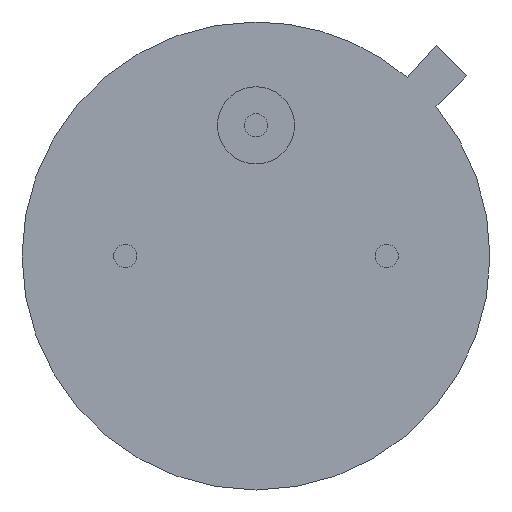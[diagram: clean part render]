
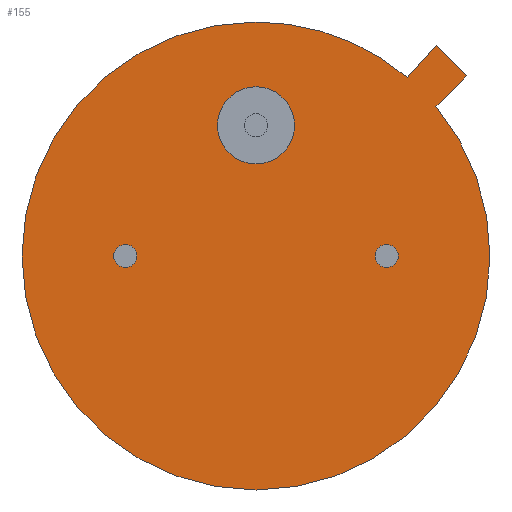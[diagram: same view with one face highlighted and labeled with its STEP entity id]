
A CAD part, front view. The second image highlights one B-rep face of the part: STEP entity #155.
In plain terms, the highlighted planar face has unit normal (0, -1, 0).
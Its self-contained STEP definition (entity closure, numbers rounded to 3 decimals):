
#14 = ORIENTED_EDGE ( 'NONE', *, *, #63, .F. ) ;
#15 = ORIENTED_EDGE ( 'NONE', *, *, #1550, .T. ) ;
#16 = VERTEX_POINT ( 'NONE', #315 ) ;
#17 = EDGE_CURVE ( 'NONE', #41, #188, #327, .T. ) ;
#18 = ORIENTED_EDGE ( 'NONE', *, *, #17, .T. ) ;
#19 = EDGE_CURVE ( 'NONE', #62, #31, #333, .T. ) ;
#20 = ORIENTED_EDGE ( 'NONE', *, *, #49, .T. ) ;
#21 = ORIENTED_EDGE ( 'NONE', *, *, #24, .T. ) ;
#22 = ORIENTED_EDGE ( 'NONE', *, *, #1154, .F. ) ;
#23 = EDGE_LOOP ( 'NONE', ( #25, #14 ) ) ;
#24 = EDGE_CURVE ( 'NONE', #16, #39, #323, .T. ) ;
#25 = ORIENTED_EDGE ( 'NONE', *, *, #19, .F. ) ;
#26 = ORIENTED_EDGE ( 'NONE', *, *, #34, .F. ) ;
#27 = EDGE_LOOP ( 'NONE', ( #26, #22 ) ) ;
#31 = VERTEX_POINT ( 'NONE', #382 ) ;
#34 = EDGE_CURVE ( 'NONE', #65, #64, #328, .T. ) ;
#39 = VERTEX_POINT ( 'NONE', #371 ) ;
#41 = VERTEX_POINT ( 'NONE', #399 ) ;
#49 = EDGE_CURVE ( 'NONE', #1555, #41, #436, .T. ) ;
#62 = VERTEX_POINT ( 'NONE', #486 ) ;
#63 = EDGE_CURVE ( 'NONE', #31, #62, #445, .T. ) ;
#64 = VERTEX_POINT ( 'NONE', #490 ) ;
#65 = VERTEX_POINT ( 'NONE', #457 ) ;
#69 = ORIENTED_EDGE ( 'NONE', *, *, #74, .T. ) ;
#70 = EDGE_CURVE ( 'NONE', #188, #71, #472, .T. ) ;
#71 = VERTEX_POINT ( 'NONE', #483 ) ;
#74 = EDGE_CURVE ( 'NONE', #71, #16, #512, .T. ) ;
#146 = EDGE_CURVE ( 'NONE', #1515, #1102, #717, .T. ) ;
#149 = EDGE_LOOP ( 'NONE', ( #15, #20, #18, #187, #69, #21 ) ) ;
#155 = ADVANCED_FACE ( 'NONE', ( #736, #745, #728, #749 ), #751, .F. ) ;
#156 = EDGE_LOOP ( 'NONE', ( #167, #159 ) ) ;
#159 = ORIENTED_EDGE ( 'NONE', *, *, #1519, .F. ) ;
#167 = ORIENTED_EDGE ( 'NONE', *, *, #146, .F. ) ;
#187 = ORIENTED_EDGE ( 'NONE', *, *, #70, .T. ) ;
#188 = VERTEX_POINT ( 'NONE', #867 ) ;
#315 = CARTESIAN_POINT ( 'NONE',  ( 3.503, 0., 4.099 ) ) ;
#323 = LINE ( 'NONE', #334, #381 ) ;
#324 = DIRECTION ( 'NONE',  ( 0., 0., -1. ) ) ;
#325 = DIRECTION ( 'NONE',  ( 0., -1., 0. ) ) ;
#326 = AXIS2_PLACEMENT_3D ( 'NONE', #332, #325, #324 ) ;
#327 = CIRCLE ( 'NONE', #326, 4.55 ) ;
#328 = CIRCLE ( 'NONE', #383, 0.225 ) ;
#329 = AXIS2_PLACEMENT_3D ( 'NONE', #386, #385, #384 ) ;
#332 = CARTESIAN_POINT ( 'NONE',  ( 0., 0., 0. ) ) ;
#333 = CIRCLE ( 'NONE', #329, 0.75 ) ;
#334 = CARTESIAN_POINT ( 'NONE',  ( 3.503, 0., 4.099 ) ) ;
#362 = DIRECTION ( 'NONE',  ( 0., 0., 1. ) ) ;
#363 = DIRECTION ( 'NONE',  ( 0., -1., 0. ) ) ;
#371 = CARTESIAN_POINT ( 'NONE',  ( 2.939, 0., 3.474 ) ) ;
#380 = DIRECTION ( 'NONE',  ( -0.67, 0., -0.743 ) ) ;
#381 = VECTOR ( 'NONE', #380, 1000. ) ;
#382 = CARTESIAN_POINT ( 'NONE',  ( 0., 0., 1.79 ) ) ;
#383 = AXIS2_PLACEMENT_3D ( 'NONE', #387, #363, #362 ) ;
#384 = DIRECTION ( 'NONE',  ( 0., 0., 1. ) ) ;
#385 = DIRECTION ( 'NONE',  ( 0., -1., 0. ) ) ;
#386 = CARTESIAN_POINT ( 'NONE',  ( 0., 0., 2.54 ) ) ;
#387 = CARTESIAN_POINT ( 'NONE',  ( 2.54, 0., 0. ) ) ;
#399 = CARTESIAN_POINT ( 'NONE',  ( 0., 0., -4.55 ) ) ;
#414 = DIRECTION ( 'NONE',  ( 0., 0., -1. ) ) ;
#415 = DIRECTION ( 'NONE',  ( 0., -1., 0. ) ) ;
#416 = CARTESIAN_POINT ( 'NONE',  ( 0., 0., 0. ) ) ;
#424 = AXIS2_PLACEMENT_3D ( 'NONE', #416, #415, #414 ) ;
#436 = CIRCLE ( 'NONE', #424, 4.55 ) ;
#445 = CIRCLE ( 'NONE', #461, 0.75 ) ;
#457 = CARTESIAN_POINT ( 'NONE',  ( 2.54, 0., 0.225 ) ) ;
#461 = AXIS2_PLACEMENT_3D ( 'NONE', #481, #480, #479 ) ;
#470 = DIRECTION ( 'NONE',  ( 0.71, 0., 0.704 ) ) ;
#471 = VECTOR ( 'NONE', #470, 1000. ) ;
#472 = LINE ( 'NONE', #484, #471 ) ;
#479 = DIRECTION ( 'NONE',  ( 0., 0., 1. ) ) ;
#480 = DIRECTION ( 'NONE',  ( 0., -1., 0. ) ) ;
#481 = CARTESIAN_POINT ( 'NONE',  ( 0., 0., 2.54 ) ) ;
#483 = CARTESIAN_POINT ( 'NONE',  ( 4.097, 0., 3.501 ) ) ;
#484 = CARTESIAN_POINT ( 'NONE',  ( 3.499, 0., 2.908 ) ) ;
#486 = CARTESIAN_POINT ( 'NONE',  ( 0., 0., 3.29 ) ) ;
#490 = CARTESIAN_POINT ( 'NONE',  ( 2.54, 0., -0.225 ) ) ;
#509 = DIRECTION ( 'NONE',  ( -0.704, 0., 0.71 ) ) ;
#510 = VECTOR ( 'NONE', #509, 1000. ) ;
#511 = CARTESIAN_POINT ( 'NONE',  ( 4.097, 0., 3.501 ) ) ;
#512 = LINE ( 'NONE', #511, #510 ) ;
#714 = AXIS2_PLACEMENT_3D ( 'NONE', #718, #756, #750 ) ;
#717 = CIRCLE ( 'NONE', #714, 0.225 ) ;
#718 = CARTESIAN_POINT ( 'NONE',  ( -2.54, 0., 0. ) ) ;
#728 = FACE_BOUND ( 'NONE', #27, .T. ) ;
#736 = FACE_BOUND ( 'NONE', #156, .T. ) ;
#738 = AXIS2_PLACEMENT_3D ( 'NONE', #778, #777, #776 ) ;
#745 = FACE_OUTER_BOUND ( 'NONE', #149, .T. ) ;
#749 = FACE_BOUND ( 'NONE', #23, .T. ) ;
#750 = DIRECTION ( 'NONE',  ( 0., 0., 1. ) ) ;
#751 = PLANE ( 'NONE',  #738 ) ;
#756 = DIRECTION ( 'NONE',  ( 0., -1., 0. ) ) ;
#776 = DIRECTION ( 'NONE',  ( 0., 0., 1. ) ) ;
#777 = DIRECTION ( 'NONE',  ( 0., 1., 0. ) ) ;
#778 = CARTESIAN_POINT ( 'NONE',  ( 4.55, 0., 0. ) ) ;
#867 = CARTESIAN_POINT ( 'NONE',  ( 3.499, 0., 2.908 ) ) ;
#1102 = VERTEX_POINT ( 'NONE', #1169 ) ;
#1154 = EDGE_CURVE ( 'NONE', #64, #65, #1197, .T. ) ;
#1169 = CARTESIAN_POINT ( 'NONE',  ( -2.54, 0., -0.225 ) ) ;
#1195 = DIRECTION ( 'NONE',  ( 0., -1., 0. ) ) ;
#1196 = AXIS2_PLACEMENT_3D ( 'NONE', #1203, #1195, #1246 ) ;
#1197 = CIRCLE ( 'NONE', #1196, 0.225 ) ;
#1203 = CARTESIAN_POINT ( 'NONE',  ( 2.54, 0., 0. ) ) ;
#1246 = DIRECTION ( 'NONE',  ( 0., 0., 1. ) ) ;
#1259 = CARTESIAN_POINT ( 'NONE',  ( -2.54, 0., 0.225 ) ) ;
#1283 = DIRECTION ( 'NONE',  ( 0., 0., 1. ) ) ;
#1286 = DIRECTION ( 'NONE',  ( 0., -1., 0. ) ) ;
#1287 = CARTESIAN_POINT ( 'NONE',  ( -2.54, 0., 0. ) ) ;
#1288 = AXIS2_PLACEMENT_3D ( 'NONE', #1287, #1286, #1283 ) ;
#1298 = CIRCLE ( 'NONE', #1288, 0.225 ) ;
#1421 = DIRECTION ( 'NONE',  ( 0., 0., -1. ) ) ;
#1423 = CARTESIAN_POINT ( 'NONE',  ( 0., 0., 4.55 ) ) ;
#1428 = CARTESIAN_POINT ( 'NONE',  ( 0., 0., 0. ) ) ;
#1430 = AXIS2_PLACEMENT_3D ( 'NONE', #1428, #1434, #1421 ) ;
#1434 = DIRECTION ( 'NONE',  ( 0., -1., 0. ) ) ;
#1437 = CIRCLE ( 'NONE', #1430, 4.55 ) ;
#1515 = VERTEX_POINT ( 'NONE', #1259 ) ;
#1519 = EDGE_CURVE ( 'NONE', #1102, #1515, #1298, .T. ) ;
#1550 = EDGE_CURVE ( 'NONE', #39, #1555, #1437, .T. ) ;
#1555 = VERTEX_POINT ( 'NONE', #1423 ) ;
